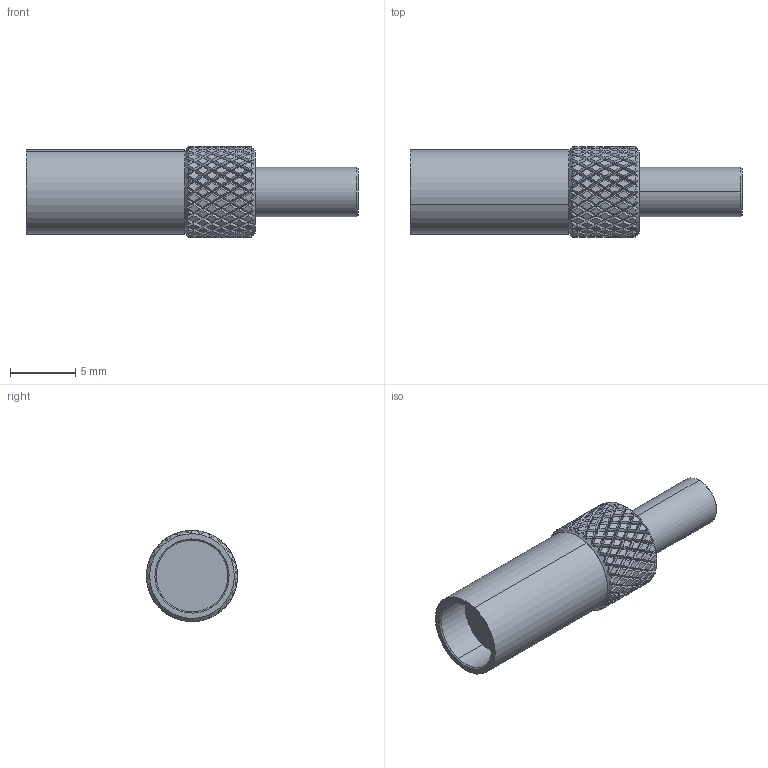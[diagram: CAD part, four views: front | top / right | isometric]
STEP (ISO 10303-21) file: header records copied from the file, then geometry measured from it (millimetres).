
FILE_DESCRIPTION (( 'STEP AP203' ), '1' );
FILE_NAME ('TS9-P-3.STEP', '2025-03-13T01:12:17', ( '' ), ( '' ), 'SwSTEP 2.0', 'SolidWorks 2022', '' );
FILE_SCHEMA (( 'CONFIG_CONTROL_DESIGN' ));
Products named in the file (1): TS9-P-3
Bounding box: 25.5 x 7 x 7 mm (x, y, z)
Volume: 620.2 mm3; surface area: 652.8 mm2
Topology: 1 solids, 1 shells, 1469 faces, 3490 edges, 2033 vertices
Faces by surface type: bspline 1200, cylinder 227, plane 20, cone 14, torus 8
Entity records: 60810 total; most frequent: CARTESIAN_POINT 40961, ORIENTED_EDGE 6980, EDGE_CURVE 3490, VERTEX_POINT 2033, EDGE_LOOP 1479, ADVANCED_FACE 1469, FACE_OUTER_BOUND 1469, B_SPLINE_CURVE_WITH_KNOTS 1028
